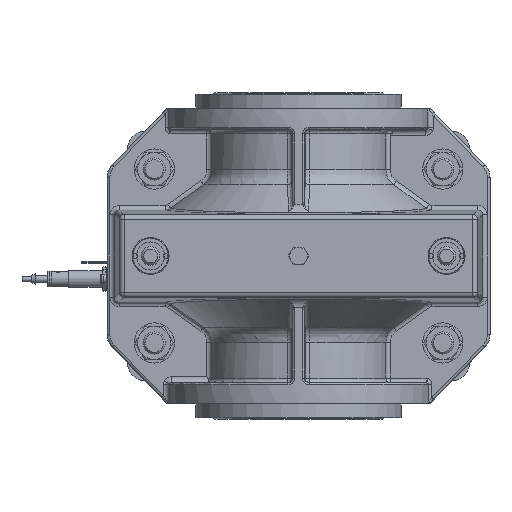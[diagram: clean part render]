
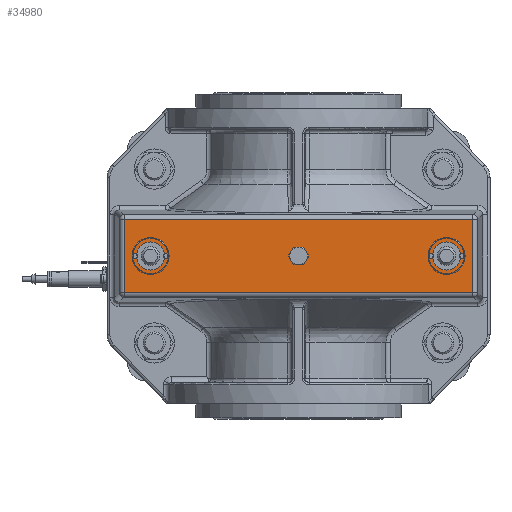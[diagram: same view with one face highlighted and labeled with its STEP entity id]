
A CAD part, front view. The second image highlights one B-rep face of the part: STEP entity #34980.
In plain terms, the highlighted planar face has unit normal (0, -1, 0).
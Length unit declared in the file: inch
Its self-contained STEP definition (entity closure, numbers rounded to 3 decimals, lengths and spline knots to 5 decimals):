
#34872=CARTESIAN_POINT('',(7.42551,-6.49606,-1.56235));
#34873=VERTEX_POINT('',#34872);
#34898=CARTESIAN_POINT('',(7.42551,-6.49606,1.56235));
#34899=VERTEX_POINT('',#34898);
#34907=CARTESIAN_POINT('',(7.42551,-6.49606,1.56235));
#34908=DIRECTION('',(0.0,0.0,-1.0));
#34909=VECTOR('',#34908,3.12469);
#34910=LINE('',#34907,#34909);
#34911=EDGE_CURVE('',#34899,#34873,#34910,.T.);
#34917=CARTESIAN_POINT('',(0.,-6.49606,0.0));
#34918=DIRECTION('',(0.0,-1.0,0.0));
#34919=DIRECTION('',(0.0,0.0,-1.0));
#34920=AXIS2_PLACEMENT_3D('',#34917,#34918,#34919);
#34921=PLANE('',#34920);
#34922=ORIENTED_EDGE('',*,*,#34911,.F.);
#34923=CARTESIAN_POINT('',(-7.42551,-6.49606,1.56235));
#34924=VERTEX_POINT('',#34923);
#34925=CARTESIAN_POINT('',(-7.42551,-6.49606,1.56235));
#34926=DIRECTION('',(1.0,0.0,0.0));
#34927=VECTOR('',#34926,14.85102);
#34928=LINE('',#34925,#34927);
#34929=EDGE_CURVE('',#34924,#34899,#34928,.T.);
#34930=ORIENTED_EDGE('',*,*,#34929,.F.);
#34931=CARTESIAN_POINT('',(-7.42551,-6.49606,-1.56235));
#34932=VERTEX_POINT('',#34931);
#34933=CARTESIAN_POINT('',(-7.42551,-6.49606,-1.56235));
#34934=DIRECTION('',(0.0,0.0,1.0));
#34935=VECTOR('',#34934,3.12469);
#34936=LINE('',#34933,#34935);
#34937=EDGE_CURVE('',#34932,#34924,#34936,.T.);
#34938=ORIENTED_EDGE('',*,*,#34937,.F.);
#34939=CARTESIAN_POINT('',(7.42551,-6.49606,-1.56235));
#34940=DIRECTION('',(-1.0,0.0,0.0));
#34941=VECTOR('',#34940,14.85102);
#34942=LINE('',#34939,#34941);
#34943=EDGE_CURVE('',#34873,#34932,#34942,.T.);
#34944=ORIENTED_EDGE('',*,*,#34943,.F.);
#34945=EDGE_LOOP('',(#34922,#34930,#34938,#34944));
#34946=FACE_OUTER_BOUND('',#34945,.T.);
#34947=CARTESIAN_POINT('',(6.89567,-6.49606,0.0));
#34948=VERTEX_POINT('',#34947);
#34949=CARTESIAN_POINT('',(6.29921,-6.49606,0.0));
#34950=DIRECTION('',(0.0,1.0,0.0));
#34951=DIRECTION('',(1.0,0.0,0.0));
#34952=AXIS2_PLACEMENT_3D('',#34949,#34950,#34951);
#34953=CIRCLE('',#34952,0.59646);
#34954=EDGE_CURVE('',#34948,#34948,#34953,.T.);
#34955=ORIENTED_EDGE('',*,*,#34954,.T.);
#34956=EDGE_LOOP('',(#34955));
#34957=FACE_BOUND('',#34956,.T.);
#34958=CARTESIAN_POINT('',(-5.70276,-6.49606,0.0));
#34959=VERTEX_POINT('',#34958);
#34960=CARTESIAN_POINT('',(-6.29921,-6.49606,0.0));
#34961=DIRECTION('',(0.0,-1.0,0.0));
#34962=DIRECTION('',(-1.0,0.0,0.0));
#34963=AXIS2_PLACEMENT_3D('',#34960,#34961,#34962);
#34964=CIRCLE('',#34963,0.59646);
#34965=EDGE_CURVE('',#34959,#34959,#34964,.T.);
#34966=ORIENTED_EDGE('',*,*,#34965,.F.);
#34967=EDGE_LOOP('',(#34966));
#34968=FACE_BOUND('',#34967,.T.);
#34969=CARTESIAN_POINT('',(-0.21654,-6.49606,0.0));
#34970=VERTEX_POINT('',#34969);
#34971=CARTESIAN_POINT('',(0.,-6.49606,0.0));
#34972=DIRECTION('',(0.0,-1.0,0.0));
#34973=DIRECTION('',(1.0,0.0,0.0));
#34974=AXIS2_PLACEMENT_3D('',#34971,#34972,#34973);
#34975=CIRCLE('',#34974,0.21654);
#34976=EDGE_CURVE('',#34970,#34970,#34975,.T.);
#34977=ORIENTED_EDGE('',*,*,#34976,.F.);
#34978=EDGE_LOOP('',(#34977));
#34979=FACE_BOUND('',#34978,.T.);
#34980=ADVANCED_FACE('',(#34946,#34957,#34968,#34979),#34921,.T.);
